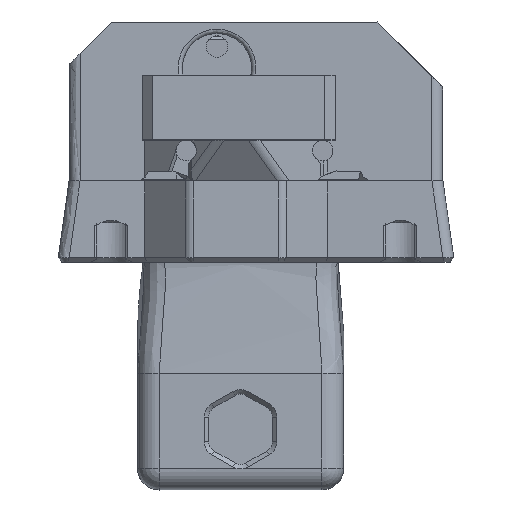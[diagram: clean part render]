
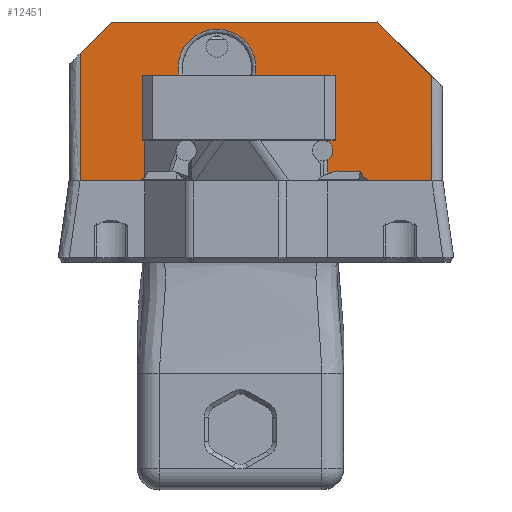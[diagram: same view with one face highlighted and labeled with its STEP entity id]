
A CAD part, top view. The second image highlights one B-rep face of the part: STEP entity #12451.
In plain terms, the highlighted planar face has unit normal (0, 0, 1).
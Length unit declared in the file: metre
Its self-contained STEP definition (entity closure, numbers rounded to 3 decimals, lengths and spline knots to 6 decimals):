
#182=CIRCLE('',#13208,0.00095);
#801=B_SPLINE_CURVE_WITH_KNOTS('',3,(#18570,#18571,#18572,#18573,#18574,
#18575,#18576),.UNSPECIFIED.,.F.,.F.,(4,1,1,1,4),(0.,0.25,0.5,0.75,1.),
 .UNSPECIFIED.);
#2043=ORIENTED_EDGE('',*,*,#5420,.F.);
#2044=ORIENTED_EDGE('',*,*,#5426,.F.);
#2045=ORIENTED_EDGE('',*,*,#5430,.T.);
#2046=ORIENTED_EDGE('',*,*,#5536,.F.);
#2047=ORIENTED_EDGE('',*,*,#5537,.F.);
#2048=ORIENTED_EDGE('',*,*,#5440,.T.);
#2049=ORIENTED_EDGE('',*,*,#5514,.F.);
#2050=ORIENTED_EDGE('',*,*,#5517,.F.);
#2051=ORIENTED_EDGE('',*,*,#5535,.F.);
#2052=ORIENTED_EDGE('',*,*,#5534,.F.);
#2053=ORIENTED_EDGE('',*,*,#5441,.T.);
#2054=ORIENTED_EDGE('',*,*,#5538,.T.);
#2055=ORIENTED_EDGE('',*,*,#5539,.T.);
#2056=ORIENTED_EDGE('',*,*,#5540,.T.);
#2057=ORIENTED_EDGE('',*,*,#5371,.T.);
#2058=ORIENTED_EDGE('',*,*,#5414,.F.);
#2059=ORIENTED_EDGE('',*,*,#5377,.T.);
#2060=ORIENTED_EDGE('',*,*,#5541,.T.);
#2061=ORIENTED_EDGE('',*,*,#5542,.T.);
#2062=ORIENTED_EDGE('',*,*,#5543,.T.);
#2063=ORIENTED_EDGE('',*,*,#5382,.F.);
#2064=ORIENTED_EDGE('',*,*,#5544,.T.);
#2065=ORIENTED_EDGE('',*,*,#5390,.F.);
#2066=ORIENTED_EDGE('',*,*,#5415,.T.);
#5371=EDGE_CURVE('',#7212,#7211,#8425,.T.);
#5377=EDGE_CURVE('',#7210,#7217,#8431,.T.);
#5382=EDGE_CURVE('',#7222,#7223,#182,.T.);
#5390=EDGE_CURVE('',#7230,#7231,#8436,.T.);
#5414=EDGE_CURVE('',#7210,#7211,#801,.F.);
#5415=EDGE_CURVE('',#7230,#7253,#8447,.T.);
#5420=EDGE_CURVE('',#7257,#7253,#8452,.T.);
#5426=EDGE_CURVE('',#7261,#7257,#8455,.T.);
#5430=EDGE_CURVE('',#7261,#7265,#8459,.T.);
#5440=EDGE_CURVE('',#7271,#7273,#8467,.T.);
#5441=EDGE_CURVE('',#7274,#7275,#8468,.T.);
#5514=EDGE_CURVE('',#7322,#7273,#8517,.T.);
#5517=EDGE_CURVE('',#7324,#7322,#8519,.T.);
#5534=EDGE_CURVE('',#7274,#7332,#8535,.T.);
#5535=EDGE_CURVE('',#7332,#7324,#8536,.T.);
#5536=EDGE_CURVE('',#7333,#7265,#8537,.T.);
#5537=EDGE_CURVE('',#7271,#7333,#8538,.T.);
#5538=EDGE_CURVE('',#7275,#7334,#8539,.T.);
#5539=EDGE_CURVE('',#7334,#7335,#8540,.T.);
#5540=EDGE_CURVE('',#7335,#7212,#8541,.T.);
#5541=EDGE_CURVE('',#7217,#7336,#8542,.T.);
#5542=EDGE_CURVE('',#7336,#7337,#8543,.T.);
#5543=EDGE_CURVE('',#7337,#7223,#8544,.T.);
#5544=EDGE_CURVE('',#7222,#7231,#8545,.T.);
#7210=VERTEX_POINT('',#18473);
#7211=VERTEX_POINT('',#18479);
#7212=VERTEX_POINT('',#18481);
#7217=VERTEX_POINT('',#18491);
#7222=VERTEX_POINT('',#18503);
#7223=VERTEX_POINT('',#18504);
#7230=VERTEX_POINT('',#18519);
#7231=VERTEX_POINT('',#18521);
#7253=VERTEX_POINT('',#18579);
#7257=VERTEX_POINT('',#18589);
#7261=VERTEX_POINT('',#18608);
#7265=VERTEX_POINT('',#18617);
#7271=VERTEX_POINT('',#18636);
#7273=VERTEX_POINT('',#18640);
#7274=VERTEX_POINT('',#18644);
#7275=VERTEX_POINT('',#18645);
#7322=VERTEX_POINT('',#18838);
#7324=VERTEX_POINT('',#18848);
#7332=VERTEX_POINT('',#18885);
#7333=VERTEX_POINT('',#18900);
#7334=VERTEX_POINT('',#18903);
#7335=VERTEX_POINT('',#18905);
#7336=VERTEX_POINT('',#18908);
#7337=VERTEX_POINT('',#18910);
#8425=LINE('',#18480,#9448);
#8431=LINE('',#18492,#9454);
#8436=LINE('',#18520,#9459);
#8447=LINE('',#18578,#9470);
#8452=LINE('',#18588,#9475);
#8455=LINE('',#18609,#9478);
#8459=LINE('',#18618,#9482);
#8467=LINE('',#18641,#9490);
#8468=LINE('',#18643,#9491);
#8517=LINE('',#18840,#9540);
#8519=LINE('',#18850,#9542);
#8535=LINE('',#18886,#9558);
#8536=LINE('',#18897,#9559);
#8537=LINE('',#18899,#9560);
#8538=LINE('',#18901,#9561);
#8539=LINE('',#18902,#9562);
#8540=LINE('',#18904,#9563);
#8541=LINE('',#18906,#9564);
#8542=LINE('',#18907,#9565);
#8543=LINE('',#18909,#9566);
#8544=LINE('',#18911,#9567);
#8545=LINE('',#18912,#9568);
#9448=VECTOR('',#14408,1.);
#9454=VECTOR('',#14414,1.);
#9459=VECTOR('',#14439,1.);
#9470=VECTOR('',#14486,1.);
#9475=VECTOR('',#14493,1.);
#9478=VECTOR('',#14498,1.);
#9482=VECTOR('',#14504,1.);
#9490=VECTOR('',#14518,1.);
#9491=VECTOR('',#14521,1.);
#9540=VECTOR('',#14646,1.);
#9542=VECTOR('',#14650,1.);
#9558=VECTOR('',#14678,1.);
#9559=VECTOR('',#14679,1.);
#9560=VECTOR('',#14682,1.);
#9561=VECTOR('',#14683,1.);
#9562=VECTOR('',#14684,1.);
#9563=VECTOR('',#14685,1.);
#9564=VECTOR('',#14686,1.);
#9565=VECTOR('',#14687,1.);
#9566=VECTOR('',#14688,1.);
#9567=VECTOR('',#14689,1.);
#9568=VECTOR('',#14690,1.);
#10504=EDGE_LOOP('',(#2043,#2044,#2045,#2046,#2047,#2048,#2049,#2050,#2051,
#2052,#2053,#2054,#2055,#2056,#2057,#2058,#2059,#2060,#2061,#2062,#2063,
#2064,#2065,#2066));
#11295=FACE_BOUND('',#10504,.T.);
#12001=PLANE('',#13283);
#12451=ADVANCED_FACE('',(#11295),#12001,.T.);
#13208=AXIS2_PLACEMENT_3D('',#18502,#14425,#14426);
#13283=AXIS2_PLACEMENT_3D('',#18898,#14680,#14681);
#14408=DIRECTION('',(1.,0.,0.));
#14414=DIRECTION('',(1.,0.,0.));
#14425=DIRECTION('',(0.,0.,1.));
#14426=DIRECTION('',(0.,-1.,0.));
#14439=DIRECTION('',(-0.94,-0.342,0.));
#14486=DIRECTION('',(0.342,-0.94,0.));
#14493=DIRECTION('',(-1.,0.006,0.));
#14498=DIRECTION('',(-0.495,0.869,0.));
#14504=DIRECTION('',(0.865,-0.502,0.));
#14518=DIRECTION('',(-0.707,0.707,0.));
#14521=DIRECTION('',(0.865,0.502,0.));
#14646=DIRECTION('',(1.,0.,0.));
#14650=DIRECTION('',(0.707,0.707,0.));
#14678=DIRECTION('',(-1.,0.,0.));
#14679=DIRECTION('',(0.,1.,0.));
#14680=DIRECTION('',(0.,0.,1.));
#14681=DIRECTION('',(1.,0.,0.));
#14682=DIRECTION('',(-1.,0.,0.));
#14683=DIRECTION('',(0.,-1.,0.));
#14684=DIRECTION('',(0.,1.,0.));
#14685=DIRECTION('',(-1.,0.,0.));
#14686=DIRECTION('',(0.,1.,0.));
#14687=DIRECTION('',(0.,-1.,0.));
#14688=DIRECTION('',(-1.,0.,0.));
#14689=DIRECTION('',(0.,-1.,0.));
#14690=DIRECTION('',(0.,-1.,0.));
#18473=CARTESIAN_POINT('',(0.001354,0.0326,0.009396));
#18479=CARTESIAN_POINT('',(-0.005692,0.0326,0.009396));
#18480=CARTESIAN_POINT('',(0.001417,0.0326,0.009396));
#18481=CARTESIAN_POINT('',(-0.009093,0.0326,0.009396));
#18491=CARTESIAN_POINT('',(0.008757,0.0326,0.009396));
#18492=CARTESIAN_POINT('',(0.001417,0.0326,0.009396));
#18502=CARTESIAN_POINT('',(0.007591,0.025725,0.009396));
#18503=CARTESIAN_POINT('',(0.008057,0.024897,0.009396));
#18504=CARTESIAN_POINT('',(0.008057,0.026552,0.009396));
#18519=CARTESIAN_POINT('',(0.008907,0.023862,0.009396));
#18520=CARTESIAN_POINT('',(0.008907,0.023862,0.009396));
#18521=CARTESIAN_POINT('',(0.008057,0.023553,0.009396));
#18570=CARTESIAN_POINT('',(-0.005692,0.0326,0.009396));
#18571=CARTESIAN_POINT('',(-0.005911,0.033643,0.009396));
#18572=CARTESIAN_POINT('',(-0.005358,0.035928,0.009396));
#18573=CARTESIAN_POINT('',(-0.002169,0.037447,0.009396));
#18574=CARTESIAN_POINT('',(0.001019,0.035927,0.009396));
#18575=CARTESIAN_POINT('',(0.001573,0.033645,0.009396));
#18576=CARTESIAN_POINT('',(0.001354,0.0326,0.009396));
#18578=CARTESIAN_POINT('',(0.005974,0.031921,0.009396));
#18579=CARTESIAN_POINT('',(0.00893,0.0238,0.009396));
#18588=CARTESIAN_POINT('',(0.01108,0.023787,0.009396));
#18589=CARTESIAN_POINT('',(0.01108,0.023787,0.009396));
#18608=CARTESIAN_POINT('',(0.011373,0.023273,0.009396));
#18609=CARTESIAN_POINT('',(0.012767,0.020828,0.009396));
#18617=CARTESIAN_POINT('',(0.011971,0.022925,0.009396));
#18618=CARTESIAN_POINT('',(0.000894,0.029363,0.009396));
#18636=CARTESIAN_POINT('',(0.017674,0.0326,0.009396));
#18640=CARTESIAN_POINT('',(0.012674,0.0376,0.009396));
#18641=CARTESIAN_POINT('',(0.010714,0.039559,0.009396));
#18643=CARTESIAN_POINT('',(0.001876,0.029474,0.009396));
#18644=CARTESIAN_POINT('',(-0.009393,0.022925,0.009396));
#18645=CARTESIAN_POINT('',(-0.008843,0.023245,0.009396));
#18838=CARTESIAN_POINT('',(-0.011896,0.0376,0.009396));
#18840=CARTESIAN_POINT('',(0.000389,0.0376,0.009396));
#18848=CARTESIAN_POINT('',(-0.014811,0.034686,0.009396));
#18850=CARTESIAN_POINT('',(-0.013354,0.036143,0.009396));
#18885=CARTESIAN_POINT('',(-0.014811,0.022925,0.009396));
#18886=CARTESIAN_POINT('',(0.001444,0.022925,0.009396));
#18897=CARTESIAN_POINT('',(-0.014811,0.028806,0.009396));
#18898=CARTESIAN_POINT('',(0.001417,0.030263,0.009396));
#18899=CARTESIAN_POINT('',(0.001444,0.022925,0.009396));
#18900=CARTESIAN_POINT('',(0.017674,0.022925,0.009396));
#18901=CARTESIAN_POINT('',(0.017674,0.027763,0.009396));
#18902=CARTESIAN_POINT('',(-0.008843,0.030263,0.009396));
#18903=CARTESIAN_POINT('',(-0.008843,0.026686,0.009396));
#18904=CARTESIAN_POINT('',(0.001417,0.026686,0.009396));
#18905=CARTESIAN_POINT('',(-0.009093,0.026686,0.009396));
#18906=CARTESIAN_POINT('',(-0.009093,0.030263,0.009396));
#18907=CARTESIAN_POINT('',(0.008757,0.030263,0.009396));
#18908=CARTESIAN_POINT('',(0.008757,0.026686,0.009396));
#18909=CARTESIAN_POINT('',(0.001417,0.026686,0.009396));
#18910=CARTESIAN_POINT('',(0.008057,0.026686,0.009396));
#18911=CARTESIAN_POINT('',(0.008057,0.030263,0.009396));
#18912=CARTESIAN_POINT('',(0.008057,0.030263,0.009396));
